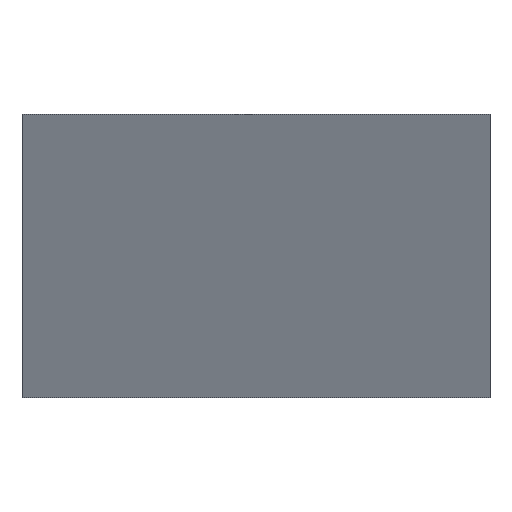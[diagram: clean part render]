
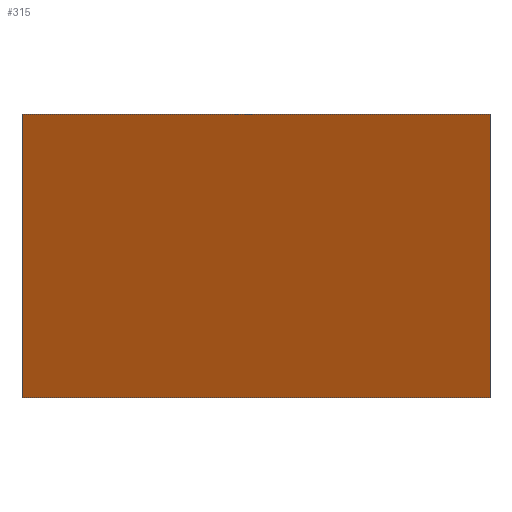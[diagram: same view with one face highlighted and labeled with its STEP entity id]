
A CAD part, left-side view. The second image highlights one B-rep face of the part: STEP entity #315.
In plain terms, the highlighted planar face has unit normal (-0.866, 0.5, 0).
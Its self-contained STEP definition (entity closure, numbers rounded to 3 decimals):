
#23=PLANE('',#367);
#47=FACE_OUTER_BOUND('',#67,.T.);
#67=EDGE_LOOP('',(#267,#268,#269,#270));
#87=LINE('',#543,#109);
#88=LINE('',#545,#110);
#89=LINE('',#547,#111);
#90=LINE('',#548,#112);
#109=VECTOR('',#451,10.);
#110=VECTOR('',#452,10.);
#111=VECTOR('',#453,10.);
#112=VECTOR('',#454,10.);
#165=VERTEX_POINT('',#541);
#166=VERTEX_POINT('',#542);
#167=VERTEX_POINT('',#544);
#168=VERTEX_POINT('',#546);
#203=EDGE_CURVE('',#165,#166,#87,.T.);
#204=EDGE_CURVE('',#166,#167,#88,.T.);
#205=EDGE_CURVE('',#168,#167,#89,.T.);
#206=EDGE_CURVE('',#165,#168,#90,.T.);
#267=ORIENTED_EDGE('',*,*,#203,.T.);
#268=ORIENTED_EDGE('',*,*,#204,.T.);
#269=ORIENTED_EDGE('',*,*,#205,.F.);
#270=ORIENTED_EDGE('',*,*,#206,.F.);
#315=ADVANCED_FACE('',(#47),#23,.T.);
#367=AXIS2_PLACEMENT_3D('',#540,#449,#450);
#449=DIRECTION('center_axis',(-0.866,0.5,0.));
#450=DIRECTION('ref_axis',(-0.5,-0.866,0.));
#451=DIRECTION('',(-0.5,-0.866,0.));
#452=DIRECTION('',(0.,0.,1.));
#453=DIRECTION('',(-0.5,-0.866,0.));
#454=DIRECTION('',(0.,0.,1.));
#540=CARTESIAN_POINT('Origin',(-11.029,77.5,0.));
#541=CARTESIAN_POINT('',(-11.029,77.5,0.));
#542=CARTESIAN_POINT('',(-58.66,-5.,0.));
#543=CARTESIAN_POINT('',(-11.029,77.5,0.));
#544=CARTESIAN_POINT('',(-58.66,-5.,50.));
#545=CARTESIAN_POINT('',(-58.66,-5.,0.));
#546=CARTESIAN_POINT('',(-11.029,77.5,50.));
#547=CARTESIAN_POINT('',(-11.029,77.5,50.));
#548=CARTESIAN_POINT('',(-11.029,77.5,0.));
